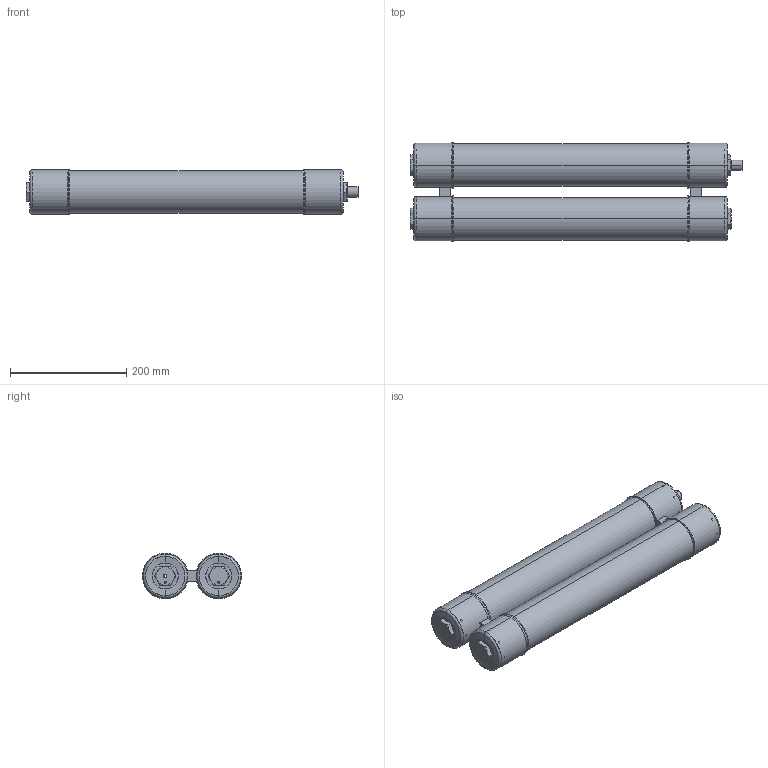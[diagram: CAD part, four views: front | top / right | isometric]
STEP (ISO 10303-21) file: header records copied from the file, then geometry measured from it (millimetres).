
FILE_DESCRIPTION (( 'STEP AP214' ), '1' );
FILE_NAME ('103882.STEP', '2024-06-19T12:59:22', ( '' ), ( '' ), 'SwSTEP 2.0', 'SolidWorks 2021', '' );
FILE_SCHEMA (( 'AUTOMOTIVE_DESIGN' ));
Length unit declared in the file: inch
Products named in the file (15): 360036; 36016_11378; 19909_19909; 360025; 103882; 130009_-006; 105928_105928_CRIMPED; 13683_11378; 330066; 340015
Assembly tree (16 placements, depth 3):
  103882
    360025  x2
      130009_-006
    360036
      19909_19909
      330066
      19909_19909
    360036
      19909_19909
      330066
      19909_19909
    340015
      105928_105928_CRIMPED
    36016_11378
    13683_11378
    13683_11378
Bounding box: 570.89 x 170.81 x 78.74 mm (x, y, z)
Volume: 913868.9 mm3; surface area: 653575.5 mm2
Topology: 12 solids, 12 shells, 404 faces, 1063 edges, 676 vertices
Faces by surface type: cylinder 179, plane 113, cone 61, torus 38, bspline 13
Entity records: 23092 total; most frequent: CARTESIAN_POINT 14006, DIRECTION 1797, ORIENTED_EDGE 1796, EDGE_CURVE 898, AXIS2_PLACEMENT_3D 749, VERTEX_POINT 566, EDGE_LOOP 408, CIRCLE 386
